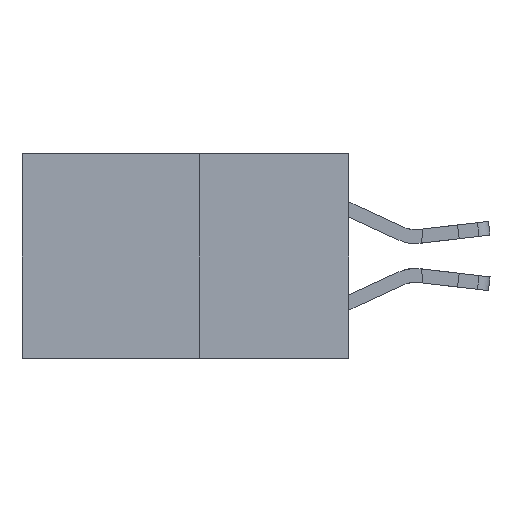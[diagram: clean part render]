
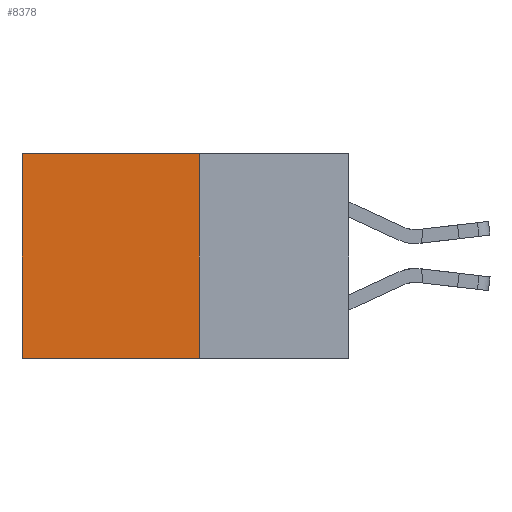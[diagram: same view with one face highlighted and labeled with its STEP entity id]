
A CAD part, left-side view. The second image highlights one B-rep face of the part: STEP entity #8378.
In plain terms, the highlighted planar face has unit normal (-1, 0, 0).
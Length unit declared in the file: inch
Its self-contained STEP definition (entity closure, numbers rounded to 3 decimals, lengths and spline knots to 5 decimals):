
#379 = EDGE_CURVE ( 'NONE', #12571, #18804, #3153, .T. ) ;
#524 = CARTESIAN_POINT ( 'NONE',  ( 0.277, 0.59, 0. ) ) ;
#811 = ORIENTED_EDGE ( 'NONE', *, *, #15998, .T. ) ;
#1168 = AXIS2_PLACEMENT_3D ( 'NONE', #16846, #16821, #16812 ) ;
#3153 = LINE ( 'NONE', #12584, #8437 ) ;
#3908 = VECTOR ( 'NONE', #9969, 39.37008 ) ;
#4097 = VECTOR ( 'NONE', #9117, 39.37008 ) ;
#5693 = VECTOR ( 'NONE', #14244, 39.37008 ) ;
#6696 = EDGE_LOOP ( 'NONE', ( #10393, #17962, #10400, #811 ) ) ;
#7147 = CARTESIAN_POINT ( 'NONE',  ( 0.277, 0.59, -0.37 ) ) ;
#8378 = ADVANCED_FACE ( 'NONE', ( #14134 ), #16901, .F. ) ;
#8437 = VECTOR ( 'NONE', #11806, 39.37008 ) ;
#9117 = DIRECTION ( 'NONE',  ( 0., 0., -1. ) ) ;
#9969 = DIRECTION ( 'NONE',  ( 0., 1., 0. ) ) ;
#10393 = ORIENTED_EDGE ( 'NONE', *, *, #11771, .T. ) ;
#10400 = ORIENTED_EDGE ( 'NONE', *, *, #11448, .F. ) ;
#11448 = EDGE_CURVE ( 'NONE', #12855, #12571, #16293, .T. ) ;
#11771 = EDGE_CURVE ( 'NONE', #20579, #18804, #15342, .T. ) ;
#11806 = DIRECTION ( 'NONE',  ( 0., 1., 0. ) ) ;
#12571 = VERTEX_POINT ( 'NONE', #15395 ) ;
#12584 = CARTESIAN_POINT ( 'NONE',  ( 0.277, 0.27, -0.37 ) ) ;
#12855 = VERTEX_POINT ( 'NONE', #14174 ) ;
#12996 = CARTESIAN_POINT ( 'NONE',  ( 0.277, 0.59, -0.37 ) ) ;
#14134 = FACE_OUTER_BOUND ( 'NONE', #6696, .T. ) ;
#14174 = CARTESIAN_POINT ( 'NONE',  ( 0.277, 0.27, 0. ) ) ;
#14244 = DIRECTION ( 'NONE',  ( 0., 0., -1. ) ) ;
#15342 = LINE ( 'NONE', #7147, #4097 ) ;
#15395 = CARTESIAN_POINT ( 'NONE',  ( 0.277, 0.27, -0.37 ) ) ;
#15998 = EDGE_CURVE ( 'NONE', #12855, #20579, #19219, .T. ) ;
#16222 = CARTESIAN_POINT ( 'NONE',  ( 0.277, 0.27, -0.37 ) ) ;
#16293 = LINE ( 'NONE', #16222, #5693 ) ;
#16812 = DIRECTION ( 'NONE',  ( 0., 0., -1. ) ) ;
#16821 = DIRECTION ( 'NONE',  ( 1., 0., 0. ) ) ;
#16846 = CARTESIAN_POINT ( 'NONE',  ( 0.277, 0.27, -0.37 ) ) ;
#16901 = PLANE ( 'NONE',  #1168 ) ;
#17962 = ORIENTED_EDGE ( 'NONE', *, *, #379, .F. ) ;
#18804 = VERTEX_POINT ( 'NONE', #12996 ) ;
#19219 = LINE ( 'NONE', #21871, #3908 ) ;
#20579 = VERTEX_POINT ( 'NONE', #524 ) ;
#21871 = CARTESIAN_POINT ( 'NONE',  ( 0.277, 0.27, 0. ) ) ;
